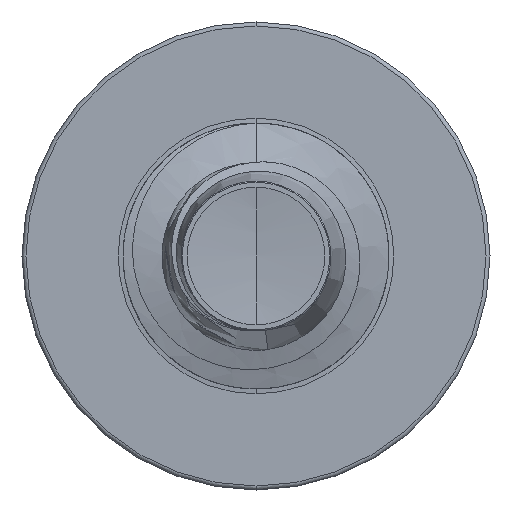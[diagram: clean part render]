
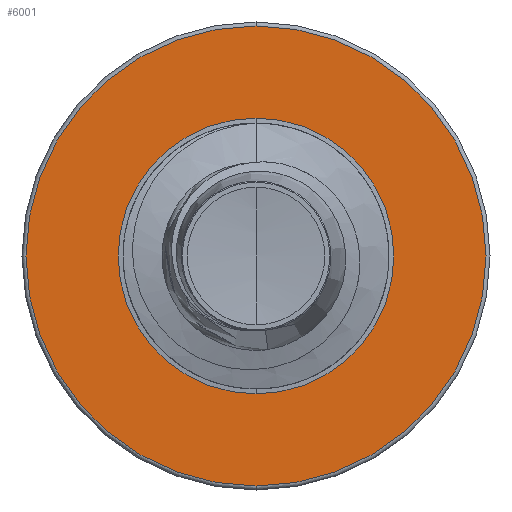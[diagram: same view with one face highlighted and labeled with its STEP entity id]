
A CAD part, front view. The second image highlights one B-rep face of the part: STEP entity #6001.
In plain terms, the highlighted planar face has unit normal (0, -1, 0).
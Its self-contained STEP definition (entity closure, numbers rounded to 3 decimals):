
#171 = EDGE_CURVE ( 'NONE', #14230, #12884, #5177, .T. ) ;
#182 = AXIS2_PLACEMENT_3D ( 'NONE', #16949, #16890, #16694 ) ;
#434 = EDGE_CURVE ( 'NONE', #15577, #8175, #15636, .T. ) ;
#871 = CARTESIAN_POINT ( 'NONE',  ( 0., 10., -1.296 ) ) ;
#1576 = DIRECTION ( 'NONE',  ( 0., 0., 1. ) ) ;
#1610 = DIRECTION ( 'NONE',  ( 0., 1., 0. ) ) ;
#1617 = CARTESIAN_POINT ( 'NONE',  ( 0., 10., 0. ) ) ;
#1829 = EDGE_LOOP ( 'NONE', ( #3097, #13743 ) ) ;
#1854 = AXIS2_PLACEMENT_3D ( 'NONE', #10255, #2377, #5966 ) ;
#2377 = DIRECTION ( 'NONE',  ( 0., 1., 0. ) ) ;
#2781 = AXIS2_PLACEMENT_3D ( 'NONE', #1617, #1610, #1576 ) ;
#2918 = EDGE_CURVE ( 'NONE', #8175, #15577, #12872, .T. ) ;
#3097 = ORIENTED_EDGE ( 'NONE', *, *, #434, .F. ) ;
#4673 = DIRECTION ( 'NONE',  ( 0., 1., 0. ) ) ;
#5177 = CIRCLE ( 'NONE', #1854, 1.296 ) ;
#5966 = DIRECTION ( 'NONE',  ( 0., 0., 1. ) ) ;
#6001 = ADVANCED_FACE ( 'NONE', ( #16252, #8868 ), #11461, .F. ) ;
#8175 = VERTEX_POINT ( 'NONE', #13152 ) ;
#8868 = FACE_BOUND ( 'NONE', #12345, .T. ) ;
#10165 = AXIS2_PLACEMENT_3D ( 'NONE', #11237, #11179, #11177 ) ;
#10255 = CARTESIAN_POINT ( 'NONE',  ( 0., 10., 0. ) ) ;
#10797 = AXIS2_PLACEMENT_3D ( 'NONE', #13649, #4673, #14891 ) ;
#11177 = DIRECTION ( 'NONE',  ( 0., 0., 1. ) ) ;
#11179 = DIRECTION ( 'NONE',  ( 0., 1., 0. ) ) ;
#11237 = CARTESIAN_POINT ( 'NONE',  ( 0., 10., -1.296 ) ) ;
#11461 = PLANE ( 'NONE',  #10165 ) ;
#12336 = CARTESIAN_POINT ( 'NONE',  ( 0., 10., 2.163 ) ) ;
#12345 = EDGE_LOOP ( 'NONE', ( #15761, #12739 ) ) ;
#12534 = CARTESIAN_POINT ( 'NONE',  ( 0., 10., 1.296 ) ) ;
#12739 = ORIENTED_EDGE ( 'NONE', *, *, #14163, .T. ) ;
#12872 = CIRCLE ( 'NONE', #182, 2.163 ) ;
#12884 = VERTEX_POINT ( 'NONE', #871 ) ;
#13152 = CARTESIAN_POINT ( 'NONE',  ( 0., 10., -2.162 ) ) ;
#13649 = CARTESIAN_POINT ( 'NONE',  ( 0., 10., 0. ) ) ;
#13743 = ORIENTED_EDGE ( 'NONE', *, *, #2918, .F. ) ;
#14163 = EDGE_CURVE ( 'NONE', #12884, #14230, #17320, .T. ) ;
#14230 = VERTEX_POINT ( 'NONE', #12534 ) ;
#14891 = DIRECTION ( 'NONE',  ( 0., 0., 1. ) ) ;
#15577 = VERTEX_POINT ( 'NONE', #12336 ) ;
#15636 = CIRCLE ( 'NONE', #2781, 2.163 ) ;
#15761 = ORIENTED_EDGE ( 'NONE', *, *, #171, .T. ) ;
#16252 = FACE_OUTER_BOUND ( 'NONE', #1829, .T. ) ;
#16694 = DIRECTION ( 'NONE',  ( 0., 0., 1. ) ) ;
#16890 = DIRECTION ( 'NONE',  ( 0., 1., 0. ) ) ;
#16949 = CARTESIAN_POINT ( 'NONE',  ( 0., 10., 0. ) ) ;
#17320 = CIRCLE ( 'NONE', #10797, 1.296 ) ;
